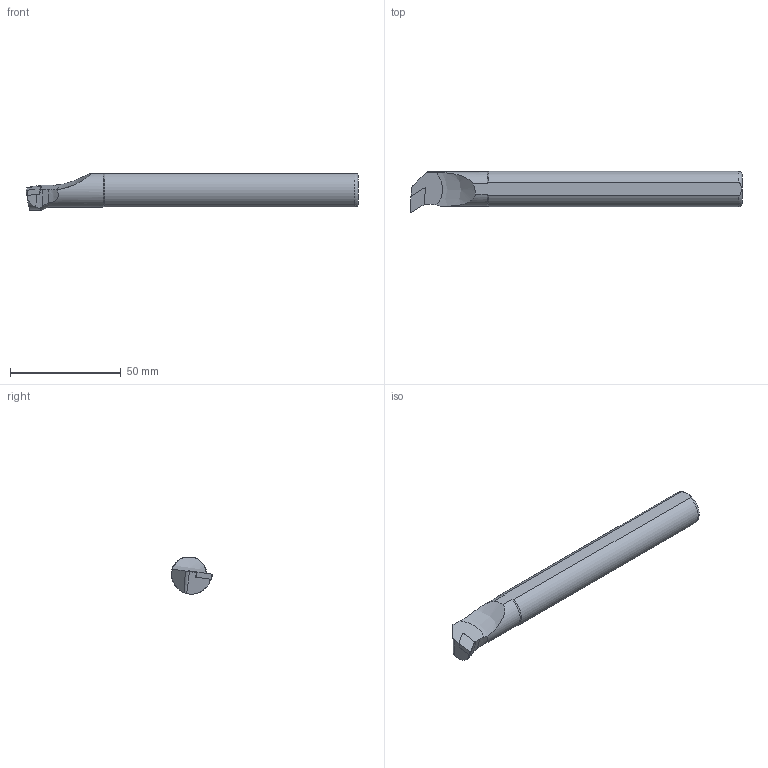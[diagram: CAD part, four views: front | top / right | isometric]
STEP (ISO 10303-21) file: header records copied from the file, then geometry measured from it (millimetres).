
FILE_DESCRIPTION(/* description */ (''),/* implementation_level */ '2;1');
FILE_NAME(/* name */ 'A16M-SDUCR-07.stp',/* time_stamp */ '2023-10-10T23:05:56+03:00',/* author */ (''),/* organization */ (''),/* preprocessor_version */ 'ST-DEVELOPER v19.4',/* originating_system */ 'SIEMENS PLM Software NX2306.3001',/* authorisation */ '');
FILE_SCHEMA (('AUTOMOTIVE_DESIGN { 1 0 10303 214 3 1 1 1 }'));
Length unit declared in the file: millimetre
Products named in the file (1): A16M SDUCR 07-LIGHT_objects
Bounding box: 149.96 x 18.66 x 16.33 mm (x, y, z)
Volume: 27194 mm3; surface area: 7713.3 mm2
Topology: 2 solids, 2 shells, 36 faces, 93 edges, 61 vertices
Faces by surface type: plane 18, cone 9, cylinder 7, torus 1, bspline 1
Entity records: 1890 total; most frequent: CARTESIAN_POINT 998, ORIENTED_EDGE 182, DIRECTION 170, EDGE_CURVE 91, AXIS2_PLACEMENT_3D 63, VERTEX_POINT 60, LINE 44, VECTOR 44
